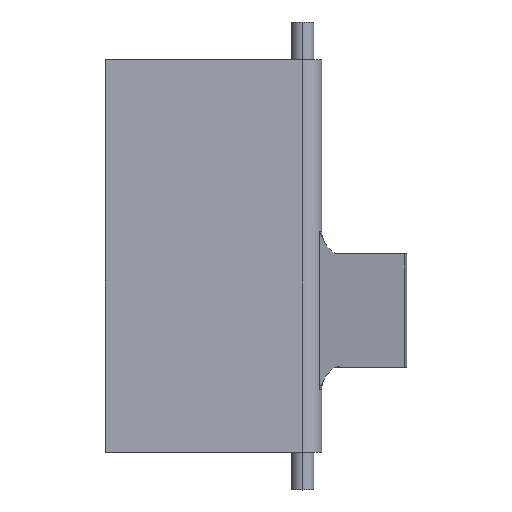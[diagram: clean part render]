
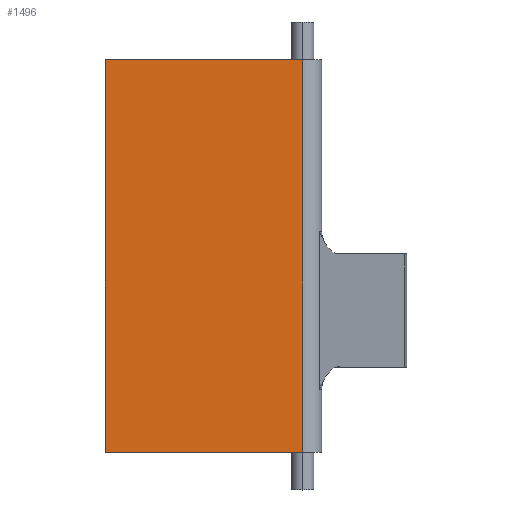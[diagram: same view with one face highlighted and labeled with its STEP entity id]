
A CAD part, top view. The second image highlights one B-rep face of the part: STEP entity #1496.
In plain terms, the highlighted planar face has unit normal (0, 0, 1).
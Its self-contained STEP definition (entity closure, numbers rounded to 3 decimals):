
#190 = DIRECTION ( 'NONE',  ( 0., -1., 0. ) ) ;
#229 = CARTESIAN_POINT ( 'NONE',  ( -3.89, 26., 2.5 ) ) ;
#231 = CARTESIAN_POINT ( 'NONE',  ( 0., -26., 2.5 ) ) ;
#249 = VERTEX_POINT ( 'NONE', #452 ) ;
#296 = DIRECTION ( 'NONE',  ( 1., 0., 0. ) ) ;
#306 = CARTESIAN_POINT ( 'NONE',  ( -3.89, -26., 2.5 ) ) ;
#324 = DIRECTION ( 'NONE',  ( 0., 0., -1. ) ) ;
#452 = CARTESIAN_POINT ( 'NONE',  ( 22.27, 26., 2.5 ) ) ;
#527 = ORIENTED_EDGE ( 'NONE', *, *, #1099, .T. ) ;
#531 = VECTOR ( 'NONE', #296, 1000. ) ;
#619 = AXIS2_PLACEMENT_3D ( 'NONE', #1144, #324, #1584 ) ;
#660 = ORIENTED_EDGE ( 'NONE', *, *, #1549, .F. ) ;
#794 = VECTOR ( 'NONE', #1635, 1000. ) ;
#806 = CARTESIAN_POINT ( 'NONE',  ( 0., 26., 2.5 ) ) ;
#820 = LINE ( 'NONE', #1355, #794 ) ;
#825 = EDGE_CURVE ( 'NONE', #1315, #1489, #820, .T. ) ;
#1018 = LINE ( 'NONE', #1704, #1599 ) ;
#1099 = EDGE_CURVE ( 'NONE', #1315, #1760, #1749, .T. ) ;
#1144 = CARTESIAN_POINT ( 'NONE',  ( 0., 26., 2.5 ) ) ;
#1146 = VECTOR ( 'NONE', #1201, 1000. ) ;
#1201 = DIRECTION ( 'NONE',  ( 1., 0., 0. ) ) ;
#1230 = EDGE_CURVE ( 'NONE', #1489, #249, #1245, .T. ) ;
#1245 = LINE ( 'NONE', #806, #531 ) ;
#1315 = VERTEX_POINT ( 'NONE', #306 ) ;
#1340 = EDGE_LOOP ( 'NONE', ( #527, #660, #1441, #1586 ) ) ;
#1355 = CARTESIAN_POINT ( 'NONE',  ( -3.89, 0., 2.5 ) ) ;
#1419 = FACE_OUTER_BOUND ( 'NONE', #1340, .T. ) ;
#1441 = ORIENTED_EDGE ( 'NONE', *, *, #1230, .F. ) ;
#1489 = VERTEX_POINT ( 'NONE', #229 ) ;
#1496 = ADVANCED_FACE ( 'NONE', ( #1419 ), #1554, .F. ) ;
#1549 = EDGE_CURVE ( 'NONE', #249, #1760, #1018, .T. ) ;
#1554 = PLANE ( 'NONE',  #619 ) ;
#1584 = DIRECTION ( 'NONE',  ( -1., 0., 0. ) ) ;
#1586 = ORIENTED_EDGE ( 'NONE', *, *, #825, .F. ) ;
#1599 = VECTOR ( 'NONE', #190, 1000. ) ;
#1635 = DIRECTION ( 'NONE',  ( 0., 1., 0. ) ) ;
#1704 = CARTESIAN_POINT ( 'NONE',  ( 22.27, 26., 2.5 ) ) ;
#1717 = CARTESIAN_POINT ( 'NONE',  ( 22.27, -26., 2.5 ) ) ;
#1749 = LINE ( 'NONE', #231, #1146 ) ;
#1760 = VERTEX_POINT ( 'NONE', #1717 ) ;
